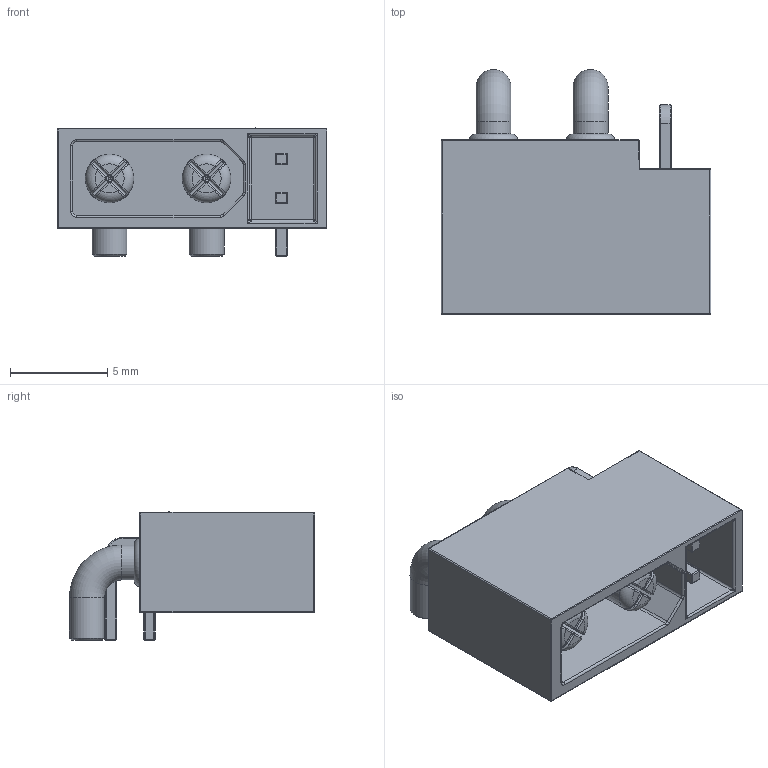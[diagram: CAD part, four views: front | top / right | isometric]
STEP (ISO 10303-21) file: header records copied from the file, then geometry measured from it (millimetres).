
FILE_DESCRIPTION(/* description */ (''),/* implementation_level */ '2;1');
FILE_NAME(/* name */ 'XT30(2+2)PW-M.G.B.step',/* time_stamp */ '2024-08-05T16:55:00+02:00',/* author */ (''),/* organization */ (''),/* preprocessor_version */ 'ST-DEVELOPER v20',/* originating_system */ 'Autodesk Translation Framework v13.14.0.145',/* authorisation */ '');
FILE_SCHEMA (('AUTOMOTIVE_DESIGN { 1 0 10303 214 3 1 1 }'));
Length unit declared in the file: millimetre
Products named in the file (1): XT30PW(2+2) Right Angle
Bounding box: 13.9 x 12.63 x 6.6 mm (x, y, z)
Volume: 419.8 mm3; surface area: 1069.5 mm2
Topology: 5 solids, 5 shells, 337 faces, 823 edges, 460 vertices
Faces by surface type: cylinder 145, plane 80, torus 38, sphere 36, bspline 36, cone 2
Full cylindrical faces by diameter (mm): 1.8 x4, 2.5 x4
Entity records: 11334 total; most frequent: CARTESIAN_POINT 3674, DIRECTION 1667, ORIENTED_EDGE 1566, EDGE_CURVE 783, AXIS2_PLACEMENT_3D 669, VERTEX_POINT 460, CIRCLE 361, EDGE_LOOP 349
